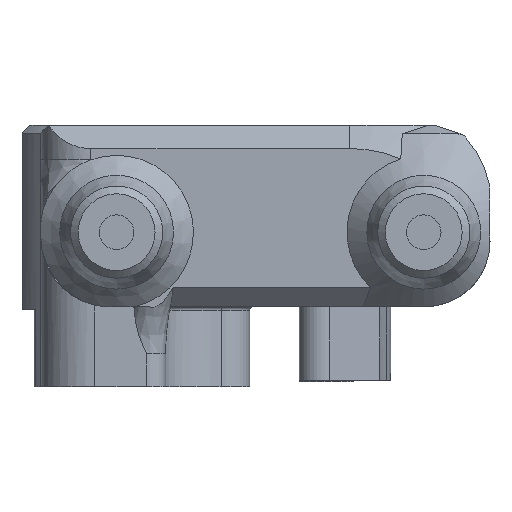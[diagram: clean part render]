
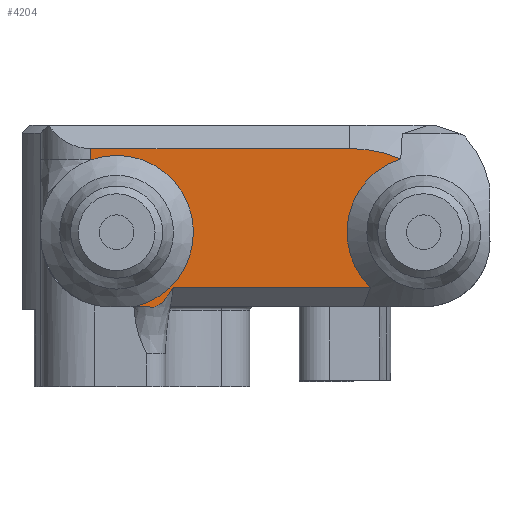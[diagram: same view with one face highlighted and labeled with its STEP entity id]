
A CAD part, left-side view. The second image highlights one B-rep face of the part: STEP entity #4204.
In plain terms, the highlighted planar face has unit normal (-1, 0, 0).
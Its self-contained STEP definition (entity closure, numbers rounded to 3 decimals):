
#74=PLANE('',#4544);
#344=FACE_OUTER_BOUND('',#590,.T.);
#590=EDGE_LOOP('',(#3376,#3377,#3378,#3379,#3380,#3381,#3382,#3383,#3384));
#722=CIRCLE('',#4367,10.);
#729=CIRCLE('',#4376,10.);
#792=CIRCLE('',#4523,17.067);
#937=B_SPLINE_CURVE_WITH_KNOTS('',3,(#14827,#14828,#14829,#14830,#14831,
#14832,#14833,#14834),.UNSPECIFIED.,.F.,.F.,(4,2,2,4),(-0.085,
-0.041,-0.02,0.),
 .UNSPECIFIED.);
#938=B_SPLINE_CURVE_WITH_KNOTS('',3,(#14835,#14836,#14837,#14838,#14839,
#14840,#14841,#14842),.UNSPECIFIED.,.F.,.F.,(4,2,2,4),(-0.312,
-0.154,-0.057,0.),
 .UNSPECIFIED.);
#992=LINE('',#13960,#1373);
#1087=LINE('',#14558,#1468);
#1137=LINE('',#14799,#1518);
#1143=LINE('',#14825,#1524);
#1373=VECTOR('',#4919,10.);
#1468=VECTOR('',#5162,10.);
#1518=VECTOR('',#5310,10.);
#1524=VECTOR('',#5322,10.);
#1761=VERTEX_POINT('',#13128);
#1763=VERTEX_POINT('',#13133);
#1783=VERTEX_POINT('',#13242);
#1784=VERTEX_POINT('',#13247);
#1839=VERTEX_POINT('',#13959);
#1946=VERTEX_POINT('',#14557);
#1988=VERTEX_POINT('',#14798);
#1993=VERTEX_POINT('',#14824);
#1994=VERTEX_POINT('',#14826);
#2186=EDGE_CURVE('',#1761,#1763,#722,.T.);
#2210=EDGE_CURVE('',#1783,#1784,#729,.T.);
#2279=EDGE_CURVE('',#1763,#1839,#992,.T.);
#2427=EDGE_CURVE('',#1839,#1946,#1087,.T.);
#2474=EDGE_CURVE('',#1946,#1783,#792,.T.);
#2503=EDGE_CURVE('',#1784,#1988,#1137,.T.);
#2511=EDGE_CURVE('',#1761,#1993,#1143,.T.);
#2512=EDGE_CURVE('',#1994,#1993,#937,.T.);
#2513=EDGE_CURVE('',#1988,#1994,#938,.T.);
#3376=ORIENTED_EDGE('',*,*,#2279,.F.);
#3377=ORIENTED_EDGE('',*,*,#2186,.F.);
#3378=ORIENTED_EDGE('',*,*,#2511,.T.);
#3379=ORIENTED_EDGE('',*,*,#2512,.F.);
#3380=ORIENTED_EDGE('',*,*,#2513,.F.);
#3381=ORIENTED_EDGE('',*,*,#2503,.F.);
#3382=ORIENTED_EDGE('',*,*,#2210,.F.);
#3383=ORIENTED_EDGE('',*,*,#2474,.F.);
#3384=ORIENTED_EDGE('',*,*,#2427,.F.);
#4204=ADVANCED_FACE('',(#344),#74,.T.);
#4367=AXIS2_PLACEMENT_3D('',#13134,#4787,#4788);
#4376=AXIS2_PLACEMENT_3D('',#13248,#4808,#4809);
#4523=AXIS2_PLACEMENT_3D('',#14740,#5251,#5252);
#4544=AXIS2_PLACEMENT_3D('',#14823,#5320,#5321);
#4787=DIRECTION('center_axis',(-1.,0.,0.));
#4788=DIRECTION('ref_axis',(0.,0.,1.));
#4808=DIRECTION('center_axis',(-1.,0.,0.));
#4809=DIRECTION('ref_axis',(0.,0.,1.));
#4919=DIRECTION('',(0.,0.,1.));
#5162=DIRECTION('',(0.,-1.,0.));
#5251=DIRECTION('center_axis',(1.,0.,0.));
#5252=DIRECTION('ref_axis',(0.,-0.911,0.412));
#5310=DIRECTION('',(0.,1.,0.));
#5320=DIRECTION('center_axis',(-1.,0.,0.));
#5321=DIRECTION('ref_axis',(0.,0.,1.));
#5322=DIRECTION('',(0.,-1.,0.));
#13128=CARTESIAN_POINT('',(118.477,71.946,63.619));
#13133=CARTESIAN_POINT('',(118.477,77.733,82.738));
#13134=CARTESIAN_POINT('Origin',(118.477,74.369,73.321));
#13242=CARTESIAN_POINT('',(118.477,37.361,82.863));
#13247=CARTESIAN_POINT('',(118.477,41.307,66.119));
#13248=CARTESIAN_POINT('Origin',(118.477,34.369,73.321));
#13959=CARTESIAN_POINT('',(118.477,77.733,84.219));
#13960=CARTESIAN_POINT('',(118.477,77.733,81.319));
#14557=CARTESIAN_POINT('',(118.477,44.028,84.219));
#14558=CARTESIAN_POINT('',(118.477,40.979,84.219));
#14740=CARTESIAN_POINT('Origin',(118.477,44.028,67.152));
#14798=CARTESIAN_POINT('',(118.477,67.003,66.119));
#14799=CARTESIAN_POINT('',(118.477,40.979,66.119));
#14823=CARTESIAN_POINT('Origin',(118.477,34.885,75.419));
#14824=CARTESIAN_POINT('',(118.477,70.13,63.619));
#14825=CARTESIAN_POINT('',(118.477,50.742,63.619));
#14826=CARTESIAN_POINT('',(118.477,69.304,63.615));
#14827=CARTESIAN_POINT('Ctrl Pts',(118.477,69.304,63.615));
#14828=CARTESIAN_POINT('Ctrl Pts',(118.477,69.443,63.565));
#14829=CARTESIAN_POINT('Ctrl Pts',(118.477,69.588,63.535));
#14830=CARTESIAN_POINT('Ctrl Pts',(118.477,69.804,63.536));
#14831=CARTESIAN_POINT('Ctrl Pts',(118.477,69.872,63.543));
#14832=CARTESIAN_POINT('Ctrl Pts',(118.477,70.005,63.572));
#14833=CARTESIAN_POINT('Ctrl Pts',(118.477,70.069,63.592));
#14834=CARTESIAN_POINT('Ctrl Pts',(118.477,70.13,63.619));
#14835=CARTESIAN_POINT('Ctrl Pts',(118.477,67.003,66.119));
#14836=CARTESIAN_POINT('Ctrl Pts',(118.477,67.361,65.478));
#14837=CARTESIAN_POINT('Ctrl Pts',(118.477,67.726,64.963));
#14838=CARTESIAN_POINT('Ctrl Pts',(118.477,68.29,64.32));
#14839=CARTESIAN_POINT('Ctrl Pts',(118.477,68.538,64.076));
#14840=CARTESIAN_POINT('Ctrl Pts',(118.477,68.957,63.776));
#14841=CARTESIAN_POINT('Ctrl Pts',(118.477,69.126,63.679));
#14842=CARTESIAN_POINT('Ctrl Pts',(118.477,69.304,63.615));
